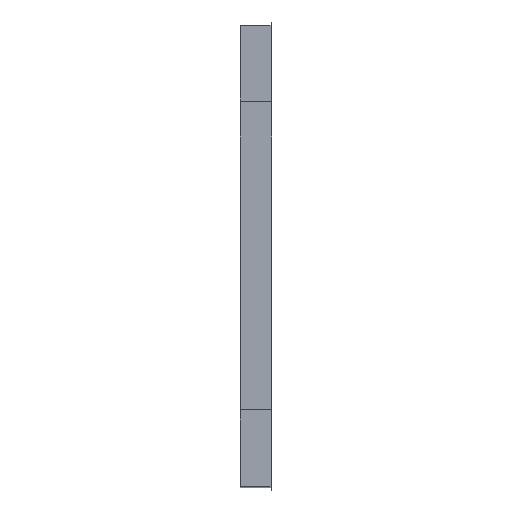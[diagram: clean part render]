
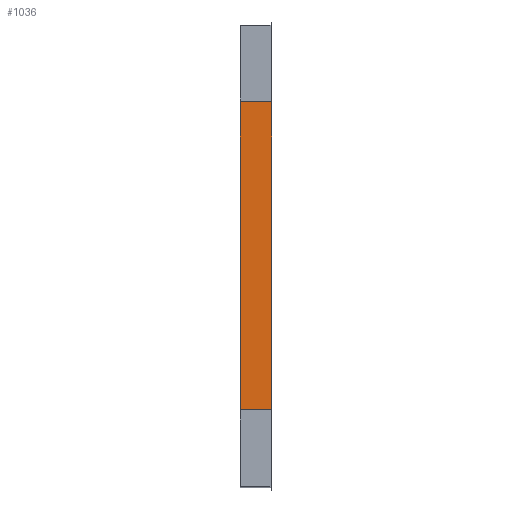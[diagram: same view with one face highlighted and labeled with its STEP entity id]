
A CAD part, top view. The second image highlights one B-rep face of the part: STEP entity #1036.
In plain terms, the highlighted planar face has unit normal (0, 0, 1).
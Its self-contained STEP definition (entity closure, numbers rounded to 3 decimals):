
#71 = PLANE('',#72);
#72 = AXIS2_PLACEMENT_3D('',#73,#74,#75);
#73 = CARTESIAN_POINT('',(-21.1,20.15,10.743));
#74 = DIRECTION('',(1.,0.,0.));
#75 = DIRECTION('',(0.,0.,-1.));
#551 = VERTEX_POINT('',#552);
#552 = CARTESIAN_POINT('',(-21.1,10.,8.));
#565 = PLANE('',#566);
#566 = AXIS2_PLACEMENT_3D('',#567,#568,#569);
#567 = CARTESIAN_POINT('',(-19.65,10.,5.5));
#568 = DIRECTION('',(0.,1.,0.));
#569 = DIRECTION('',(0.,0.,1.));
#576 = EDGE_CURVE('',#577,#551,#579,.T.);
#577 = VERTEX_POINT('',#578);
#578 = CARTESIAN_POINT('',(-21.1,-10.,8.));
#579 = SURFACE_CURVE('',#580,(#584,#590),.PCURVE_S1.);
#580 = LINE('',#581,#582);
#581 = CARTESIAN_POINT('',(-21.1,10.075,8.));
#582 = VECTOR('',#583,1.);
#583 = DIRECTION('',(0.,1.,-0.));
#584 = PCURVE('',#71,#585);
#585 = DEFINITIONAL_REPRESENTATION('',(#586),#589);
#586 = B_SPLINE_CURVE_WITH_KNOTS('',1,(#587,#588),.UNSPECIFIED.,.F.,.F.,
  (2,2),(-20.075,-0.075),.PIECEWISE_BEZIER_KNOTS.);
#587 = CARTESIAN_POINT('',(2.743,-30.15));
#588 = CARTESIAN_POINT('',(2.743,-10.15));
#589 = ( GEOMETRIC_REPRESENTATION_CONTEXT(2) 
PARAMETRIC_REPRESENTATION_CONTEXT() REPRESENTATION_CONTEXT('2D SPACE',''
  ) );
#590 = PCURVE('',#591,#596);
#591 = PLANE('',#592);
#592 = AXIS2_PLACEMENT_3D('',#593,#594,#595);
#593 = CARTESIAN_POINT('',(-19.65,0.,8.));
#594 = DIRECTION('',(0.,0.,1.));
#595 = DIRECTION('',(1.,0.,0.));
#596 = DEFINITIONAL_REPRESENTATION('',(#597),#600);
#597 = B_SPLINE_CURVE_WITH_KNOTS('',1,(#598,#599),.UNSPECIFIED.,.F.,.F.,
  (2,2),(-20.075,-0.075),.PIECEWISE_BEZIER_KNOTS.);
#598 = CARTESIAN_POINT('',(-1.45,-10.));
#599 = CARTESIAN_POINT('',(-1.45,10.));
#600 = ( GEOMETRIC_REPRESENTATION_CONTEXT(2) 
PARAMETRIC_REPRESENTATION_CONTEXT() REPRESENTATION_CONTEXT('2D SPACE',''
  ) );
#617 = PLANE('',#618);
#618 = AXIS2_PLACEMENT_3D('',#619,#620,#621);
#619 = CARTESIAN_POINT('',(-19.65,-10.,5.5));
#620 = DIRECTION('',(-0.,-1.,-0.));
#621 = DIRECTION('',(0.,0.,-1.));
#755 = PLANE('',#756);
#756 = AXIS2_PLACEMENT_3D('',#757,#758,#759);
#757 = CARTESIAN_POINT('',(-23.15,0.,-12.852));
#758 = DIRECTION('',(1.,0.,0.));
#759 = DIRECTION('',(0.,0.,1.));
#993 = EDGE_CURVE('',#577,#994,#996,.T.);
#994 = VERTEX_POINT('',#995);
#995 = CARTESIAN_POINT('',(-23.15,-10.,8.));
#996 = SURFACE_CURVE('',#997,(#1001,#1008),.PCURVE_S1.);
#997 = LINE('',#998,#999);
#998 = CARTESIAN_POINT('',(-16.15,-10.,8.));
#999 = VECTOR('',#1000,1.);
#1000 = DIRECTION('',(-1.,0.,0.));
#1001 = PCURVE('',#617,#1002);
#1002 = DEFINITIONAL_REPRESENTATION('',(#1003),#1007);
#1003 = LINE('',#1004,#1005);
#1004 = CARTESIAN_POINT('',(-2.5,3.5));
#1005 = VECTOR('',#1006,1.);
#1006 = DIRECTION('',(0.,-1.));
#1007 = ( GEOMETRIC_REPRESENTATION_CONTEXT(2) 
PARAMETRIC_REPRESENTATION_CONTEXT() REPRESENTATION_CONTEXT('2D SPACE',''
  ) );
#1008 = PCURVE('',#591,#1009);
#1009 = DEFINITIONAL_REPRESENTATION('',(#1010),#1014);
#1010 = LINE('',#1011,#1012);
#1011 = CARTESIAN_POINT('',(3.5,-10.));
#1012 = VECTOR('',#1013,1.);
#1013 = DIRECTION('',(-1.,0.));
#1014 = ( GEOMETRIC_REPRESENTATION_CONTEXT(2) 
PARAMETRIC_REPRESENTATION_CONTEXT() REPRESENTATION_CONTEXT('2D SPACE',''
  ) );
#1036 = ADVANCED_FACE('',(#1037),#591,.T.);
#1037 = FACE_BOUND('',#1038,.T.);
#1038 = EDGE_LOOP('',(#1039,#1040,#1063,#1084));
#1039 = ORIENTED_EDGE('',*,*,#576,.T.);
#1040 = ORIENTED_EDGE('',*,*,#1041,.T.);
#1041 = EDGE_CURVE('',#551,#1042,#1044,.T.);
#1042 = VERTEX_POINT('',#1043);
#1043 = CARTESIAN_POINT('',(-23.15,10.,8.));
#1044 = SURFACE_CURVE('',#1045,(#1049,#1056),.PCURVE_S1.);
#1045 = LINE('',#1046,#1047);
#1046 = CARTESIAN_POINT('',(-21.15,10.,8.));
#1047 = VECTOR('',#1048,1.);
#1048 = DIRECTION('',(-1.,0.,0.));
#1049 = PCURVE('',#591,#1050);
#1050 = DEFINITIONAL_REPRESENTATION('',(#1051),#1055);
#1051 = LINE('',#1052,#1053);
#1052 = CARTESIAN_POINT('',(-1.5,10.));
#1053 = VECTOR('',#1054,1.);
#1054 = DIRECTION('',(-1.,0.));
#1055 = ( GEOMETRIC_REPRESENTATION_CONTEXT(2) 
PARAMETRIC_REPRESENTATION_CONTEXT() REPRESENTATION_CONTEXT('2D SPACE',''
  ) );
#1056 = PCURVE('',#565,#1057);
#1057 = DEFINITIONAL_REPRESENTATION('',(#1058),#1062);
#1058 = LINE('',#1059,#1060);
#1059 = CARTESIAN_POINT('',(2.5,-1.5));
#1060 = VECTOR('',#1061,1.);
#1061 = DIRECTION('',(0.,-1.));
#1062 = ( GEOMETRIC_REPRESENTATION_CONTEXT(2) 
PARAMETRIC_REPRESENTATION_CONTEXT() REPRESENTATION_CONTEXT('2D SPACE',''
  ) );
#1063 = ORIENTED_EDGE('',*,*,#1064,.T.);
#1064 = EDGE_CURVE('',#1042,#994,#1065,.T.);
#1065 = SURFACE_CURVE('',#1066,(#1070,#1077),.PCURVE_S1.);
#1066 = LINE('',#1067,#1068);
#1067 = CARTESIAN_POINT('',(-23.15,10.,8.));
#1068 = VECTOR('',#1069,1.);
#1069 = DIRECTION('',(0.,-1.,0.));
#1070 = PCURVE('',#591,#1071);
#1071 = DEFINITIONAL_REPRESENTATION('',(#1072),#1076);
#1072 = LINE('',#1073,#1074);
#1073 = CARTESIAN_POINT('',(-3.5,10.));
#1074 = VECTOR('',#1075,1.);
#1075 = DIRECTION('',(0.,-1.));
#1076 = ( GEOMETRIC_REPRESENTATION_CONTEXT(2) 
PARAMETRIC_REPRESENTATION_CONTEXT() REPRESENTATION_CONTEXT('2D SPACE',''
  ) );
#1077 = PCURVE('',#755,#1078);
#1078 = DEFINITIONAL_REPRESENTATION('',(#1079),#1083);
#1079 = LINE('',#1080,#1081);
#1080 = CARTESIAN_POINT('',(20.852,-10.));
#1081 = VECTOR('',#1082,1.);
#1082 = DIRECTION('',(0.,1.));
#1083 = ( GEOMETRIC_REPRESENTATION_CONTEXT(2) 
PARAMETRIC_REPRESENTATION_CONTEXT() REPRESENTATION_CONTEXT('2D SPACE',''
  ) );
#1084 = ORIENTED_EDGE('',*,*,#993,.F.);
